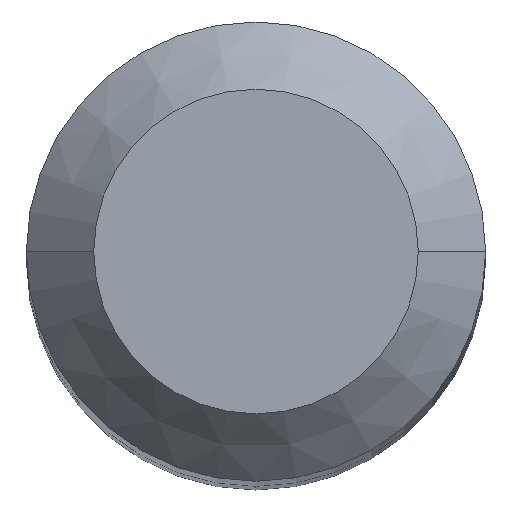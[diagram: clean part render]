
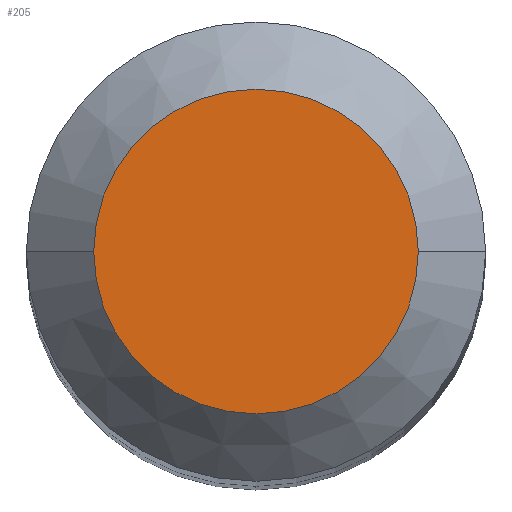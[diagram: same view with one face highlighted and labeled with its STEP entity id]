
A CAD part, top view. The second image highlights one B-rep face of the part: STEP entity #205.
In plain terms, the highlighted planar face has unit normal (0, 0, 1).
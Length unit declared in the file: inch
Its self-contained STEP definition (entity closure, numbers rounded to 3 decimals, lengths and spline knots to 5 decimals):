
#2 = AXIS2_PLACEMENT_3D ( 'NONE', #129, #252, #187 ) ;
#16 = AXIS2_PLACEMENT_3D ( 'NONE', #196, #238, #243 ) ;
#38 = ORIENTED_EDGE ( 'NONE', *, *, #123, .T. ) ;
#94 = EDGE_CURVE ( 'NONE', #126, #283, #365, .T. ) ;
#99 = EDGE_LOOP ( 'NONE', ( #284, #38 ) ) ;
#123 = EDGE_CURVE ( 'NONE', #283, #126, #367, .T. ) ;
#126 = VERTEX_POINT ( 'NONE', #166 ) ;
#129 = CARTESIAN_POINT ( 'NONE',  ( 0., 0., 0. ) ) ;
#166 = CARTESIAN_POINT ( 'NONE',  ( -0.07525, 0., 0. ) ) ;
#168 = DIRECTION ( 'NONE',  ( 1., 0., 0. ) ) ;
#187 = DIRECTION ( 'NONE',  ( -1., 0., 0. ) ) ;
#196 = CARTESIAN_POINT ( 'NONE',  ( 0., 0., 0. ) ) ;
#205 = ADVANCED_FACE ( 'NONE', ( #377 ), #255, .F. ) ;
#225 = CARTESIAN_POINT ( 'NONE',  ( 0.07525, 0., 0. ) ) ;
#231 = DIRECTION ( 'NONE',  ( 0., 0., 1. ) ) ;
#238 = DIRECTION ( 'NONE',  ( 0., 0., 1. ) ) ;
#243 = DIRECTION ( 'NONE',  ( 1., 0., 0. ) ) ;
#252 = DIRECTION ( 'NONE',  ( 0., 0., -1. ) ) ;
#255 = PLANE ( 'NONE',  #2 ) ;
#283 = VERTEX_POINT ( 'NONE', #225 ) ;
#284 = ORIENTED_EDGE ( 'NONE', *, *, #94, .T. ) ;
#312 = AXIS2_PLACEMENT_3D ( 'NONE', #330, #231, #168 ) ;
#330 = CARTESIAN_POINT ( 'NONE',  ( 0., 0., 0. ) ) ;
#365 = CIRCLE ( 'NONE', #312, 0.07525 ) ;
#367 = CIRCLE ( 'NONE', #16, 0.07525 ) ;
#377 = FACE_OUTER_BOUND ( 'NONE', #99, .T. ) ;
